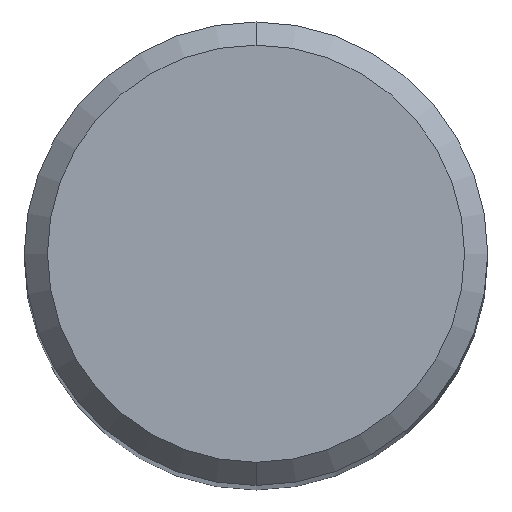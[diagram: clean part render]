
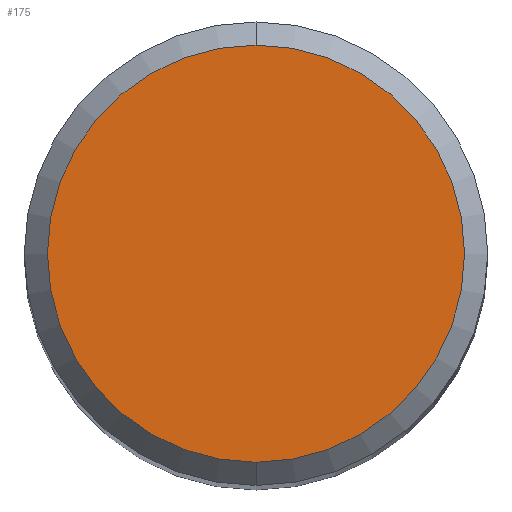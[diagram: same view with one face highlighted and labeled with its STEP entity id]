
A CAD part, top view. The second image highlights one B-rep face of the part: STEP entity #175.
In plain terms, the highlighted planar face has unit normal (0, 0, 1).
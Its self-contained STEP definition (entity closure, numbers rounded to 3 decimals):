
#107=VERTEX_POINT('',#259);
#113=EDGE_CURVE('',#199,#107,#265,.T.);
#175=ADVANCED_FACE('',(#338),#339,.T.);
#199=VERTEX_POINT('',#364);
#221=EDGE_CURVE('',#107,#199,#389,.T.);
#259=CARTESIAN_POINT('',(0.0,3.6,0.0));
#265=CIRCLE('',#431,3.6);
#338=FACE_OUTER_BOUND('',#514,.T.);
#339=PLANE('',#515);
#364=CARTESIAN_POINT('',(0.,-3.6,0.0));
#389=CIRCLE('',#586,3.6);
#431=AXIS2_PLACEMENT_3D('',#619,#620,#621);
#514=EDGE_LOOP('',(#728,#729));
#515=AXIS2_PLACEMENT_3D('',#730,#731,#732);
#586=AXIS2_PLACEMENT_3D('',#785,#786,#787);
#619=CARTESIAN_POINT('',(0.0,0.0,0.0));
#620=DIRECTION('',(0.0,0.0,-1.0));
#621=DIRECTION('',(0.0,1.0,0.0));
#728=ORIENTED_EDGE('',*,*,#221,.F.);
#729=ORIENTED_EDGE('',*,*,#113,.F.);
#730=CARTESIAN_POINT('',(0.0,1.8,0.0));
#731=DIRECTION('',(-0.0,0.0,1.0));
#732=DIRECTION('',(0.0,-1.0,0.0));
#785=CARTESIAN_POINT('',(0.0,0.0,0.0));
#786=DIRECTION('',(0.0,0.0,-1.0));
#787=DIRECTION('',(0.0,1.0,0.0));
